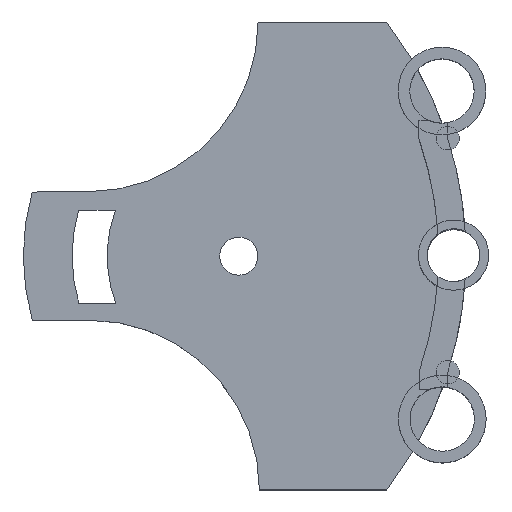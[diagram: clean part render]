
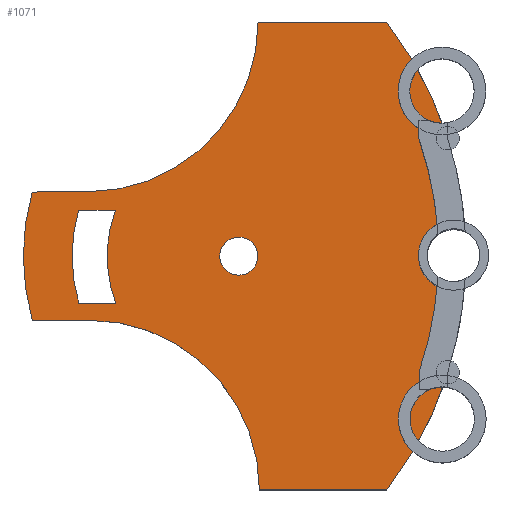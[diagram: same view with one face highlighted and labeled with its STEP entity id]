
A CAD part, top view. The second image highlights one B-rep face of the part: STEP entity #1071.
In plain terms, the highlighted planar face has unit normal (0, 0, 1).
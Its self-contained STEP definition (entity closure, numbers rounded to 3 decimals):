
#39=FACE_BOUND('',#200,.T.);
#40=FACE_BOUND('',#201,.T.);
#82=PLANE('',#1260);
#133=FACE_OUTER_BOUND('',#199,.T.);
#199=EDGE_LOOP('',(#857,#858,#859,#860,#861,#862,#863,#864,#865,#866,#867,
#868,#869,#870));
#200=EDGE_LOOP('',(#871,#872,#873,#874));
#201=EDGE_LOOP('',(#875));
#288=LINE('',#1888,#371);
#289=LINE('',#1890,#372);
#290=LINE('',#1894,#373);
#291=LINE('',#1898,#374);
#292=LINE('',#1901,#375);
#293=LINE('',#1903,#376);
#294=LINE('',#1907,#377);
#295=LINE('',#1911,#378);
#371=VECTOR('',#1531,10.);
#372=VECTOR('',#1532,10.);
#373=VECTOR('',#1535,10.);
#374=VECTOR('',#1538,10.);
#375=VECTOR('',#1541,10.);
#376=VECTOR('',#1542,10.);
#377=VECTOR('',#1545,10.);
#378=VECTOR('',#1548,10.);
#424=CIRCLE('',#1215,33.);
#428=CIRCLE('',#1220,3.);
#441=CIRCLE('',#1235,33.);
#445=CIRCLE('',#1240,30.669);
#456=CIRCLE('',#1261,14.5);
#457=CIRCLE('',#1262,20.);
#458=CIRCLE('',#1263,14.5);
#459=CIRCLE('',#1264,30.669);
#460=CIRCLE('',#1265,14.25);
#461=CIRCLE('',#1266,11.25);
#462=CIRCLE('',#1267,1.625);
#492=VERTEX_POINT('',#1748);
#493=VERTEX_POINT('',#1750);
#500=VERTEX_POINT('',#1766);
#502=VERTEX_POINT('',#1769);
#523=VERTEX_POINT('',#1815);
#524=VERTEX_POINT('',#1817);
#531=VERTEX_POINT('',#1834);
#547=VERTEX_POINT('',#1889);
#548=VERTEX_POINT('',#1891);
#549=VERTEX_POINT('',#1893);
#550=VERTEX_POINT('',#1895);
#551=VERTEX_POINT('',#1897);
#552=VERTEX_POINT('',#1899);
#553=VERTEX_POINT('',#1902);
#554=VERTEX_POINT('',#1905);
#555=VERTEX_POINT('',#1906);
#556=VERTEX_POINT('',#1908);
#557=VERTEX_POINT('',#1910);
#558=VERTEX_POINT('',#1913);
#597=EDGE_CURVE('',#492,#493,#424,.T.);
#606=EDGE_CURVE('',#502,#500,#428,.T.);
#630=EDGE_CURVE('',#523,#524,#441,.T.);
#640=EDGE_CURVE('',#500,#531,#445,.T.);
#667=EDGE_CURVE('',#531,#493,#288,.T.);
#668=EDGE_CURVE('',#492,#547,#289,.T.);
#669=EDGE_CURVE('',#547,#548,#456,.T.);
#670=EDGE_CURVE('',#548,#549,#290,.T.);
#671=EDGE_CURVE('',#549,#550,#457,.T.);
#672=EDGE_CURVE('',#550,#551,#291,.T.);
#673=EDGE_CURVE('',#551,#552,#458,.T.);
#674=EDGE_CURVE('',#552,#524,#292,.T.);
#675=EDGE_CURVE('',#523,#553,#293,.T.);
#676=EDGE_CURVE('',#553,#502,#459,.T.);
#677=EDGE_CURVE('',#554,#555,#294,.T.);
#678=EDGE_CURVE('',#555,#556,#460,.T.);
#679=EDGE_CURVE('',#556,#557,#295,.T.);
#680=EDGE_CURVE('',#557,#554,#461,.T.);
#681=EDGE_CURVE('',#558,#558,#462,.T.);
#857=ORIENTED_EDGE('',*,*,#606,.T.);
#858=ORIENTED_EDGE('',*,*,#640,.T.);
#859=ORIENTED_EDGE('',*,*,#667,.T.);
#860=ORIENTED_EDGE('',*,*,#597,.F.);
#861=ORIENTED_EDGE('',*,*,#668,.T.);
#862=ORIENTED_EDGE('',*,*,#669,.T.);
#863=ORIENTED_EDGE('',*,*,#670,.T.);
#864=ORIENTED_EDGE('',*,*,#671,.T.);
#865=ORIENTED_EDGE('',*,*,#672,.T.);
#866=ORIENTED_EDGE('',*,*,#673,.T.);
#867=ORIENTED_EDGE('',*,*,#674,.T.);
#868=ORIENTED_EDGE('',*,*,#630,.F.);
#869=ORIENTED_EDGE('',*,*,#675,.T.);
#870=ORIENTED_EDGE('',*,*,#676,.T.);
#871=ORIENTED_EDGE('',*,*,#677,.T.);
#872=ORIENTED_EDGE('',*,*,#678,.T.);
#873=ORIENTED_EDGE('',*,*,#679,.T.);
#874=ORIENTED_EDGE('',*,*,#680,.T.);
#875=ORIENTED_EDGE('',*,*,#681,.T.);
#1071=ADVANCED_FACE('',(#133,#39,#40),#82,.T.);
#1215=AXIS2_PLACEMENT_3D('',#1751,#1401,#1402);
#1220=AXIS2_PLACEMENT_3D('',#1770,#1416,#1417);
#1235=AXIS2_PLACEMENT_3D('',#1818,#1457,#1458);
#1240=AXIS2_PLACEMENT_3D('',#1836,#1473,#1474);
#1260=AXIS2_PLACEMENT_3D('',#1887,#1529,#1530);
#1261=AXIS2_PLACEMENT_3D('',#1892,#1533,#1534);
#1262=AXIS2_PLACEMENT_3D('',#1896,#1536,#1537);
#1263=AXIS2_PLACEMENT_3D('',#1900,#1539,#1540);
#1264=AXIS2_PLACEMENT_3D('',#1904,#1543,#1544);
#1265=AXIS2_PLACEMENT_3D('',#1909,#1546,#1547);
#1266=AXIS2_PLACEMENT_3D('',#1912,#1549,#1550);
#1267=AXIS2_PLACEMENT_3D('',#1914,#1551,#1552);
#1401=DIRECTION('center_axis',(0.,0.,-1.));
#1402=DIRECTION('ref_axis',(0.796,-0.606,0.));
#1416=DIRECTION('center_axis',(0.,0.,-1.));
#1417=DIRECTION('ref_axis',(-1.,0.,0.));
#1457=DIRECTION('center_axis',(0.,0.,-1.));
#1458=DIRECTION('ref_axis',(0.796,-0.606,0.));
#1473=DIRECTION('center_axis',(0.,0.,1.));
#1474=DIRECTION('ref_axis',(0.758,-0.652,0.));
#1529=DIRECTION('center_axis',(0.,0.,1.));
#1530=DIRECTION('ref_axis',(1.,0.,0.));
#1531=DIRECTION('',(1.,0.,0.));
#1532=DIRECTION('',(-1.,0.,0.));
#1533=DIRECTION('center_axis',(0.,0.,-1.));
#1534=DIRECTION('ref_axis',(0.007,-1.,0.));
#1535=DIRECTION('',(-1.,-0.007,0.));
#1536=DIRECTION('center_axis',(0.,0.,1.));
#1537=DIRECTION('ref_axis',(-0.962,0.273,0.));
#1538=DIRECTION('',(1.,0.,0.));
#1539=DIRECTION('center_axis',(0.,0.,-1.));
#1540=DIRECTION('ref_axis',(1.,0.,0.));
#1541=DIRECTION('',(1.,0.,0.));
#1542=DIRECTION('',(-1.,0.,0.));
#1543=DIRECTION('center_axis',(0.,0.,1.));
#1544=DIRECTION('ref_axis',(0.758,-0.652,0.));
#1545=DIRECTION('',(-1.,0.,0.));
#1546=DIRECTION('center_axis',(0.,0.,-1.));
#1547=DIRECTION('ref_axis',(-0.961,0.275,0.));
#1548=DIRECTION('',(1.,0.,0.));
#1549=DIRECTION('center_axis',(0.,0.,1.));
#1550=DIRECTION('ref_axis',(-0.937,0.349,0.));
#1551=DIRECTION('center_axis',(0.,0.,-1.));
#1552=DIRECTION('ref_axis',(-1.,0.,0.));
#1748=CARTESIAN_POINT('',(405.387,125.,3.));
#1750=CARTESIAN_POINT('',(410.592,115.,3.));
#1751=CARTESIAN_POINT('Origin',(379.147,104.988,3.));
#1766=CARTESIAN_POINT('',(409.7,107.653,3.));
#1769=CARTESIAN_POINT('',(409.702,102.346,3.));
#1770=CARTESIAN_POINT('Origin',(411.1,105.,3.));
#1815=CARTESIAN_POINT('',(410.6,95.,3.));
#1817=CARTESIAN_POINT('',(405.405,85.,3.));
#1818=CARTESIAN_POINT('Origin',(379.147,104.988,3.));
#1834=CARTESIAN_POINT('',(408.136,115.,3.));
#1836=CARTESIAN_POINT('Origin',(379.147,104.988,3.));
#1887=CARTESIAN_POINT('Origin',(381.074,105.,3.));
#1888=CARTESIAN_POINT('',(402.387,115.,3.));
#1889=CARTESIAN_POINT('',(394.387,125.,3.));
#1890=CARTESIAN_POINT('',(405.387,125.,3.));
#1891=CARTESIAN_POINT('',(379.989,110.5,3.));
#1892=CARTESIAN_POINT('Origin',(379.887,125.,3.));
#1893=CARTESIAN_POINT('',(375.08,110.466,3.));
#1894=CARTESIAN_POINT('',(379.989,110.5,3.));
#1895=CARTESIAN_POINT('',(375.089,99.5,3.));
#1896=CARTESIAN_POINT('Origin',(394.318,105.,3.));
#1897=CARTESIAN_POINT('',(380.,99.5,3.));
#1898=CARTESIAN_POINT('',(375.089,99.5,3.));
#1899=CARTESIAN_POINT('',(394.5,85.,3.));
#1900=CARTESIAN_POINT('Origin',(380.,85.,3.));
#1901=CARTESIAN_POINT('',(405.405,85.,3.));
#1902=CARTESIAN_POINT('',(408.144,95.,3.));
#1903=CARTESIAN_POINT('',(402.408,95.,3.));
#1904=CARTESIAN_POINT('Origin',(379.147,104.988,3.));
#1905=CARTESIAN_POINT('',(382.23,100.966,3.));
#1906=CARTESIAN_POINT('',(379.066,100.966,3.));
#1907=CARTESIAN_POINT('',(381.652,100.966,3.));
#1908=CARTESIAN_POINT('',(379.04,108.907,3.));
#1909=CARTESIAN_POINT('Origin',(392.738,104.982,3.));
#1910=CARTESIAN_POINT('',(382.195,108.907,3.));
#1911=CARTESIAN_POINT('',(380.057,108.907,3.));
#1912=CARTESIAN_POINT('Origin',(392.738,104.982,3.));
#1913=CARTESIAN_POINT('',(394.363,104.982,3.));
#1914=CARTESIAN_POINT('Origin',(392.738,104.982,3.));
